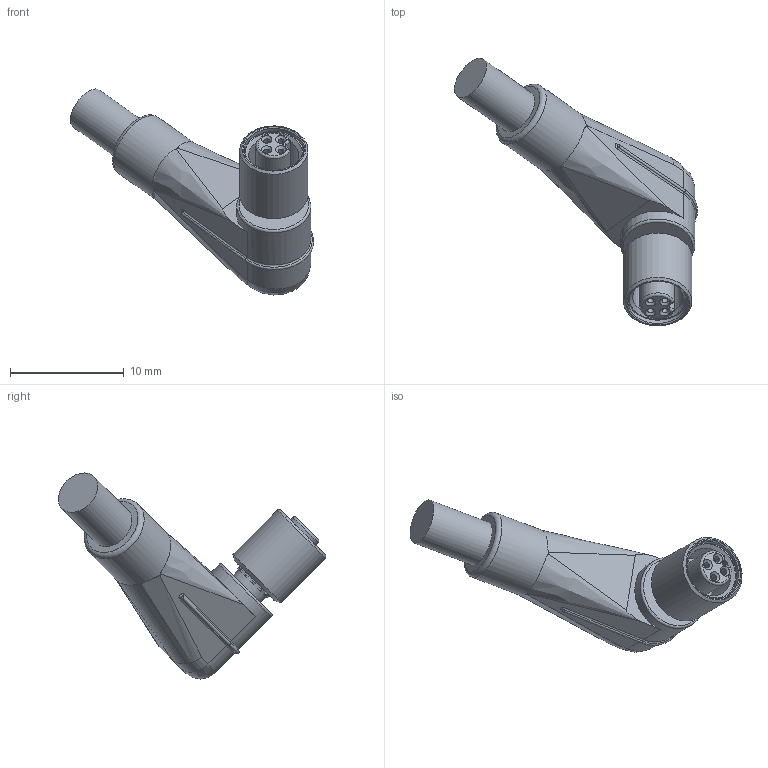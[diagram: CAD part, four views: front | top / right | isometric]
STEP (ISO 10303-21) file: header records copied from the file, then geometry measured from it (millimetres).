
FILE_DESCRIPTION(/* description */ (''),/* implementation_level */ '2;1');
FILE_NAME(/* name */ '00_7070_0029_001_00.stp',/* time_stamp */ '2012-07-06T09:44:52+02:00',/* author */ (''),/* organization */ (''),/* preprocessor_version */ 'ST-DEVELOPER v11',/* originating_system */ 'SIEMENS UGS NX 6.0',/* authorisation */ '');
FILE_SCHEMA (('CONFIG_CONTROL_DESIGN'));
Length unit declared in the file: millimetre
Products named in the file (1): kborAB60q6oh
Bounding box: 21.35 x 23.47 x 18.08 mm (x, y, z)
Volume: 1022.4 mm3; surface area: 896 mm2
Topology: 1 solids, 1 shells, 169 faces, 447 edges, 282 vertices
Faces by surface type: plane 77, cylinder 43, cone 28, torus 10, bspline 9, sphere 2
Full cylindrical faces by diameter (mm): 0.5 x4, 0.52 x4, 3.15 x1, 3.4 x1, 4 x1, 4.4 x1, 5.2 x1, 6 x1, 6.02 x1, 6.5 x1
Entity records: 5492 total; most frequent: CARTESIAN_POINT 1621, DIRECTION 804, ORIENTED_EDGE 764, EDGE_CURVE 382, AXIS2_PLACEMENT_3D 331, VERTEX_POINT 257, EDGE_LOOP 201, ADVANCED_FACE 166
